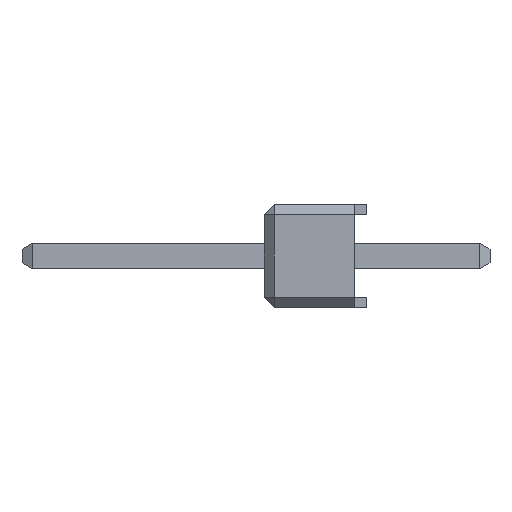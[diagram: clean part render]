
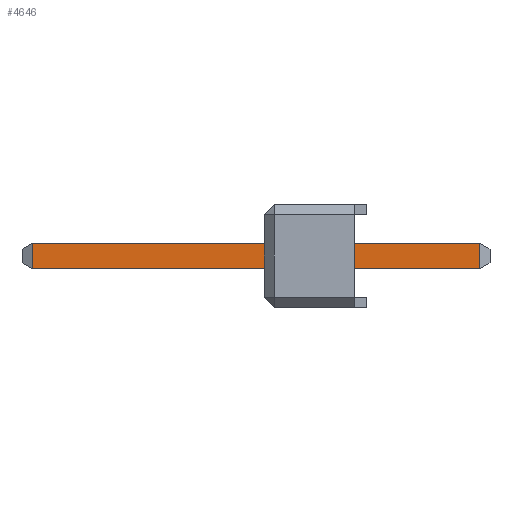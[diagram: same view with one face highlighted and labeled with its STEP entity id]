
A CAD part, left-side view. The second image highlights one B-rep face of the part: STEP entity #4646.
In plain terms, the highlighted planar face has unit normal (-1, 0, 0).
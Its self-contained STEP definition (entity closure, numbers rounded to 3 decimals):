
#50=FACE_OUTER_BOUND('',#350,.T.);
#350=EDGE_LOOP('',(#3029,#3030,#3031,#3032));
#661=LINE('',#6542,#1321);
#665=LINE('',#6551,#1325);
#666=LINE('',#6552,#1326);
#667=LINE('',#6553,#1327);
#1321=VECTOR('',#5280,1000.);
#1325=VECTOR('',#5286,1000.);
#1326=VECTOR('',#5287,1000.);
#1327=VECTOR('',#5288,1000.);
#1981=VERTEX_POINT('',#6540);
#1982=VERTEX_POINT('',#6541);
#1985=VERTEX_POINT('',#6549);
#1986=VERTEX_POINT('',#6550);
#2365=EDGE_CURVE('',#1981,#1982,#661,.T.);
#2369=EDGE_CURVE('',#1985,#1986,#665,.T.);
#2370=EDGE_CURVE('',#1985,#1981,#666,.T.);
#2371=EDGE_CURVE('',#1982,#1986,#667,.T.);
#3029=ORIENTED_EDGE('',*,*,#2369,.F.);
#3030=ORIENTED_EDGE('',*,*,#2370,.T.);
#3031=ORIENTED_EDGE('',*,*,#2365,.T.);
#3032=ORIENTED_EDGE('',*,*,#2371,.T.);
#4346=PLANE('',#4977);
#4646=ADVANCED_FACE('',(#50),#4346,.T.);
#4977=AXIS2_PLACEMENT_3D('',#6548,#5284,#5285);
#5280=DIRECTION('',(0.,1.,0.));
#5284=DIRECTION('center_axis',(-1.,0.,0.));
#5285=DIRECTION('ref_axis',(0.,0.,1.));
#5286=DIRECTION('',(0.,1.,0.));
#5287=DIRECTION('',(0.,0.,1.));
#5288=DIRECTION('',(0.,0.,-1.));
#6540=CARTESIAN_POINT('',(-0.32,-2.8,0.32));
#6541=CARTESIAN_POINT('',(-0.32,8.28,0.32));
#6542=CARTESIAN_POINT('',(-0.32,-3.06,0.32));
#6548=CARTESIAN_POINT('Origin',(-0.32,-3.06,0.32));
#6549=CARTESIAN_POINT('',(-0.32,-2.8,-0.32));
#6550=CARTESIAN_POINT('',(-0.32,8.28,-0.32));
#6551=CARTESIAN_POINT('',(-0.32,-3.06,-0.32));
#6552=CARTESIAN_POINT('',(-0.32,-2.8,0.32));
#6553=CARTESIAN_POINT('',(-0.32,8.28,0.32));
